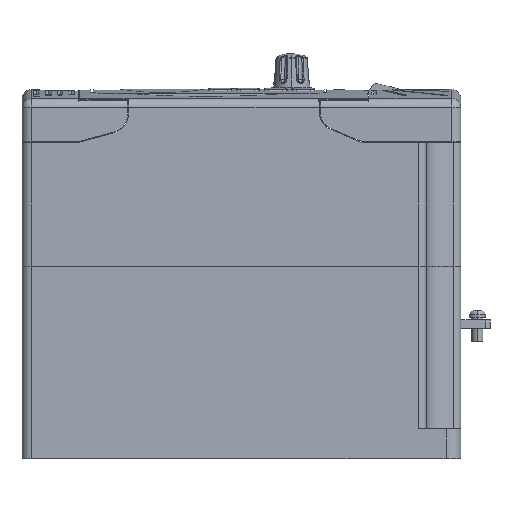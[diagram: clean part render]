
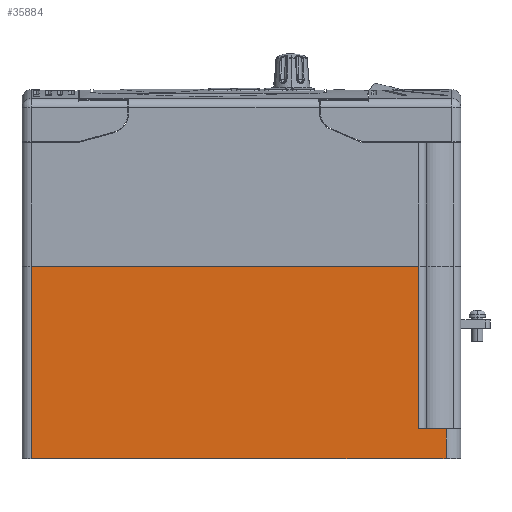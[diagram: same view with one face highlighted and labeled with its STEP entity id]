
A CAD part, left-side view. The second image highlights one B-rep face of the part: STEP entity #35884.
In plain terms, the highlighted planar face has unit normal (-1, 0, 0).
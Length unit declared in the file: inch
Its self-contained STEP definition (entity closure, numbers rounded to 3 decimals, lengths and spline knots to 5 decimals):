
#124 = ORIENTED_EDGE ( 'NONE', *, *, #15540, .F. ) ;
#417 = EDGE_CURVE ( 'NONE', #2970, #29730, #1100, .T. ) ;
#715 = CARTESIAN_POINT ( 'NONE',  ( -1.97, -2.405, -0.4 ) ) ;
#907 = DIRECTION ( 'NONE',  ( 1., 0., 0. ) ) ;
#1100 = LINE ( 'NONE', #37077, #24094 ) ;
#1157 = DIRECTION ( 'NONE',  ( 0., 0., 1. ) ) ;
#2137 = DIRECTION ( 'NONE',  ( 0., 0., 1. ) ) ;
#2468 = CARTESIAN_POINT ( 'NONE',  ( -1.97, 2.975, -3.00447 ) ) ;
#2970 = VERTEX_POINT ( 'NONE', #29739 ) ;
#3224 = EDGE_CURVE ( 'NONE', #4975, #25110, #33458, .T. ) ;
#4371 = DIRECTION ( 'NONE',  ( 0., 0., 1. ) ) ;
#4975 = VERTEX_POINT ( 'NONE', #20418 ) ;
#5321 = LINE ( 'NONE', #19288, #28327 ) ;
#8033 = EDGE_CURVE ( 'NONE', #4975, #35331, #19408, .T. ) ;
#9202 = CARTESIAN_POINT ( 'NONE',  ( -1.97, 2.85, -0.4 ) ) ;
#9311 = LINE ( 'NONE', #11363, #16351 ) ;
#9446 = DIRECTION ( 'NONE',  ( 0., -1., 0. ) ) ;
#9560 = PLANE ( 'NONE',  #24168 ) ;
#10439 = VECTOR ( 'NONE', #23322, 39.37008 ) ;
#10905 = ORIENTED_EDGE ( 'NONE', *, *, #31470, .T. ) ;
#11363 = CARTESIAN_POINT ( 'NONE',  ( -1.97, 2.975, -3.00547 ) ) ;
#11440 = VECTOR ( 'NONE', #2137, 39.37008 ) ;
#12516 = LINE ( 'NONE', #29724, #27533 ) ;
#12709 = LINE ( 'NONE', #20225, #19716 ) ;
#14405 = DIRECTION ( 'NONE',  ( 0., -1., 0. ) ) ;
#15540 = EDGE_CURVE ( 'NONE', #2970, #35331, #12516, .T. ) ;
#15765 = CARTESIAN_POINT ( 'NONE',  ( -1.97, -2.775, -2.6 ) ) ;
#15897 = VERTEX_POINT ( 'NONE', #15997 ) ;
#15997 = CARTESIAN_POINT ( 'NONE',  ( -1.97, 2.85, -3.00547 ) ) ;
#16107 = CARTESIAN_POINT ( 'NONE',  ( -1.97, 2.85, -3.00547 ) ) ;
#16351 = VECTOR ( 'NONE', #14405, 39.37008 ) ;
#17328 = ORIENTED_EDGE ( 'NONE', *, *, #8033, .T. ) ;
#17515 = DIRECTION ( 'NONE',  ( 0., -1., 0. ) ) ;
#18583 = EDGE_CURVE ( 'NONE', #26389, #29730, #12709, .T. ) ;
#18843 = CARTESIAN_POINT ( 'NONE',  ( -1.97, 2.975, -3.00547 ) ) ;
#19288 = CARTESIAN_POINT ( 'NONE',  ( -1.97, -2.505, -3.00547 ) ) ;
#19408 = LINE ( 'NONE', #20105, #11440 ) ;
#19716 = VECTOR ( 'NONE', #9446, 39.37008 ) ;
#20105 = CARTESIAN_POINT ( 'NONE',  ( -1.97, -2.775, -3.00547 ) ) ;
#20225 = CARTESIAN_POINT ( 'NONE',  ( -1.97, 2.975, -0.4 ) ) ;
#20418 = CARTESIAN_POINT ( 'NONE',  ( -1.97, -2.775, -3.00447 ) ) ;
#21511 = CARTESIAN_POINT ( 'NONE',  ( -1.97, -2.505, -3.00447 ) ) ;
#21877 = DIRECTION ( 'NONE',  ( 0., 0., -1. ) ) ;
#22578 = EDGE_LOOP ( 'NONE', ( #10905, #38606, #23069, #17328, #124, #26938, #37913, #33137 ) ) ;
#23069 = ORIENTED_EDGE ( 'NONE', *, *, #3224, .F. ) ;
#23322 = DIRECTION ( 'NONE',  ( 0., 1., 0. ) ) ;
#24094 = VECTOR ( 'NONE', #1157, 39.37008 ) ;
#24168 = AXIS2_PLACEMENT_3D ( 'NONE', #18843, #907, #21877 ) ;
#25110 = VERTEX_POINT ( 'NONE', #21511 ) ;
#26232 = CARTESIAN_POINT ( 'NONE',  ( -1.97, -2.505, -3.00547 ) ) ;
#26389 = VERTEX_POINT ( 'NONE', #9202 ) ;
#26938 = ORIENTED_EDGE ( 'NONE', *, *, #417, .T. ) ;
#27533 = VECTOR ( 'NONE', #17515, 39.37008 ) ;
#28327 = VECTOR ( 'NONE', #4371, 39.37008 ) ;
#29613 = VECTOR ( 'NONE', #34082, 39.37008 ) ;
#29724 = CARTESIAN_POINT ( 'NONE',  ( -1.97, 2.975, -2.6 ) ) ;
#29730 = VERTEX_POINT ( 'NONE', #715 ) ;
#29739 = CARTESIAN_POINT ( 'NONE',  ( -1.97, -2.405, -2.6 ) ) ;
#29837 = EDGE_CURVE ( 'NONE', #32292, #25110, #5321, .T. ) ;
#30526 = LINE ( 'NONE', #16107, #29613 ) ;
#31006 = FACE_OUTER_BOUND ( 'NONE', #22578, .T. ) ;
#31470 = EDGE_CURVE ( 'NONE', #15897, #32292, #9311, .T. ) ;
#32292 = VERTEX_POINT ( 'NONE', #26232 ) ;
#33137 = ORIENTED_EDGE ( 'NONE', *, *, #35965, .T. ) ;
#33458 = LINE ( 'NONE', #2468, #10439 ) ;
#34082 = DIRECTION ( 'NONE',  ( 0., 0., -1. ) ) ;
#35331 = VERTEX_POINT ( 'NONE', #15765 ) ;
#35884 = ADVANCED_FACE ( 'NONE', ( #31006 ), #9560, .F. ) ;
#35965 = EDGE_CURVE ( 'NONE', #26389, #15897, #30526, .T. ) ;
#37077 = CARTESIAN_POINT ( 'NONE',  ( -1.97, -2.405, 1.29 ) ) ;
#37913 = ORIENTED_EDGE ( 'NONE', *, *, #18583, .F. ) ;
#38606 = ORIENTED_EDGE ( 'NONE', *, *, #29837, .T. ) ;
